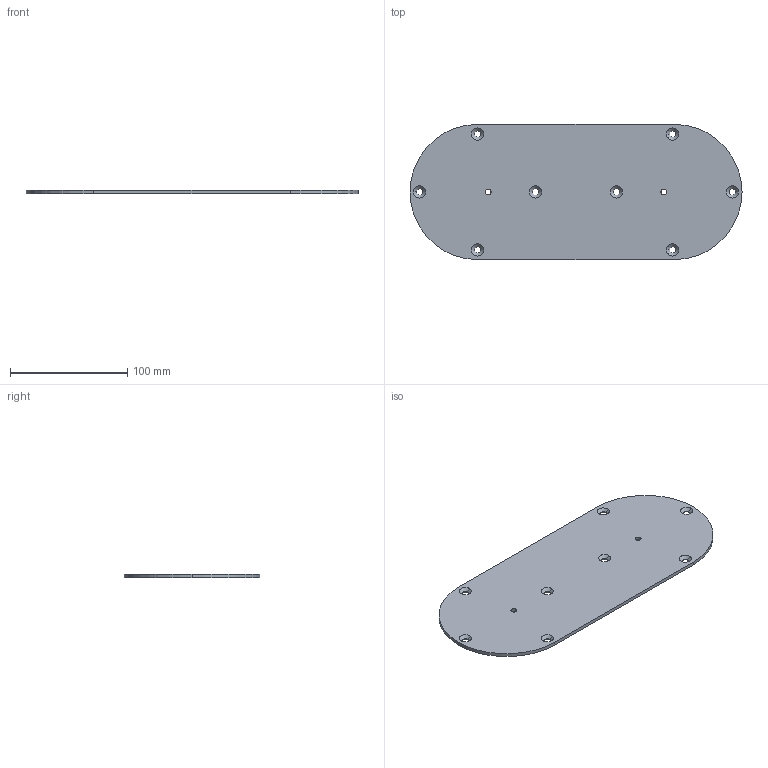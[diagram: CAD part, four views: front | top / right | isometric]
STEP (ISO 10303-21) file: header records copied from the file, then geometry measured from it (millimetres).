
FILE_DESCRIPTION (( 'STEP AP214' ), '1' );
FILE_NAME ('support_de_coupe.STEP', '2020-12-14T07:25:42', ( '' ), ( '' ), 'SwSTEP 2.0', 'SolidWorks 2014', '' );
FILE_SCHEMA (( 'AUTOMOTIVE_DESIGN' ));
Length unit declared in the file: millimetre
Products named in the file (1): support_de_coupe
Bounding box: 283.5 x 115.5 x 3 mm (x, y, z)
Volume: 88418.1 mm3; surface area: 61773.7 mm2
Topology: 1 solids, 1 shells, 43 faces, 107 edges, 66 vertices
Faces by surface type: cylinder 23, cone 16, plane 4
Entity records: 1413 total; most frequent: DIRECTION 257, CARTESIAN_POINT 217, ORIENTED_EDGE 214, EDGE_CURVE 107, AXIS2_PLACEMENT_3D 106, VERTEX_POINT 66, EDGE_LOOP 63, CIRCLE 62
